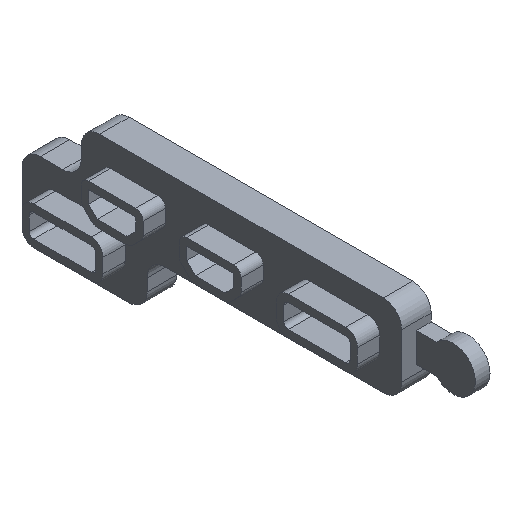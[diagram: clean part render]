
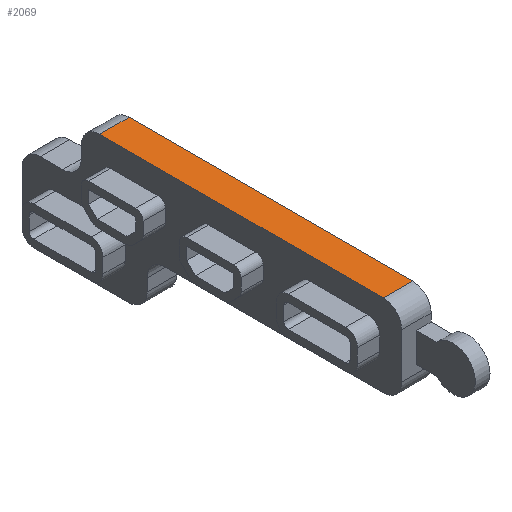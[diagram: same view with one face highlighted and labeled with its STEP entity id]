
A CAD part, isometric view. The second image highlights one B-rep face of the part: STEP entity #2069.
In plain terms, the highlighted planar face has unit normal (0, 0, 1).
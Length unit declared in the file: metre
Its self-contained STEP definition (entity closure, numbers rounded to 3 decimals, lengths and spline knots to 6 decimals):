
#331=ORIENTED_EDGE('',*,*,#868,.F.);
#332=ORIENTED_EDGE('',*,*,#928,.F.);
#333=ORIENTED_EDGE('',*,*,#929,.T.);
#334=ORIENTED_EDGE('',*,*,#926,.T.);
#868=EDGE_CURVE('',#1179,#1180,#1349,.T.);
#926=EDGE_CURVE('',#1225,#1180,#1384,.T.);
#928=EDGE_CURVE('',#1226,#1179,#1385,.T.);
#929=EDGE_CURVE('',#1226,#1225,#1386,.T.);
#1179=VERTEX_POINT('',#3205);
#1180=VERTEX_POINT('',#3207);
#1225=VERTEX_POINT('',#3323);
#1226=VERTEX_POINT('',#3327);
#1349=LINE('',#3206,#1571);
#1384=LINE('',#3322,#1606);
#1385=LINE('',#3326,#1607);
#1386=LINE('',#3328,#1608);
#1571=VECTOR('',#2527,1.);
#1606=VECTOR('',#2634,1.);
#1607=VECTOR('',#2639,1.);
#1608=VECTOR('',#2640,1.);
#1762=EDGE_LOOP('',(#331,#332,#333,#334));
#1886=FACE_BOUND('',#1762,.T.);
#1995=PLANE('',#2257);
#2069=ADVANCED_FACE('',(#1886),#1995,.T.);
#2257=AXIS2_PLACEMENT_3D('',#3325,#2637,#2638);
#2527=DIRECTION('',(0.,1.,0.));
#2634=DIRECTION('',(-1.,0.,0.));
#2637=DIRECTION('',(0.,0.,1.));
#2638=DIRECTION('',(1.,0.,0.));
#2639=DIRECTION('',(-1.,0.,0.));
#2640=DIRECTION('',(0.,1.,0.));
#3205=CARTESIAN_POINT('',(0.033,-0.03527,0.02586));
#3206=CARTESIAN_POINT('',(0.033,-0.01601,0.02586));
#3207=CARTESIAN_POINT('',(0.033,0.00325,0.02586));
#3322=CARTESIAN_POINT('',(0.037,0.00325,0.02586));
#3323=CARTESIAN_POINT('',(0.037,0.00325,0.02586));
#3325=CARTESIAN_POINT('',(0.037,-0.01601,0.02586));
#3326=CARTESIAN_POINT('',(0.037,-0.03527,0.02586));
#3327=CARTESIAN_POINT('',(0.037,-0.03527,0.02586));
#3328=CARTESIAN_POINT('',(0.037,-0.01601,0.02586));
